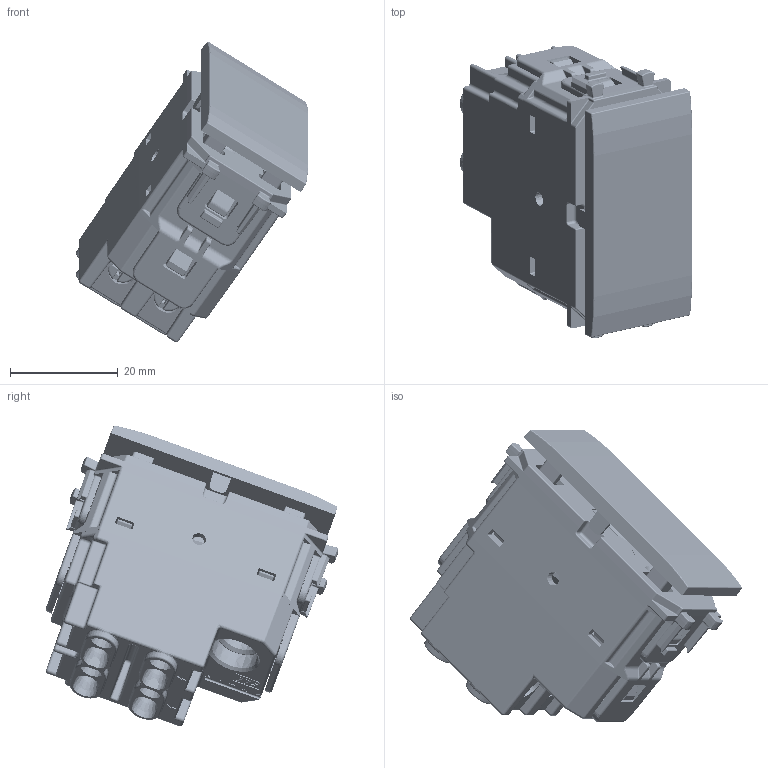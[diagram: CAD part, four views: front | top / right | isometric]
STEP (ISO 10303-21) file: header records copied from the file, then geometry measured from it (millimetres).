
FILE_DESCRIPTION(('CATIA V5 STEP Exchange'),'2;1');
FILE_NAME('441004AS.stp','2024-01-24T11:16:49+00:00',('none'),('none'),'CATIA Version 5-6 Release 2016 SP6','CATIA V5 STEP AP203','none');
FILE_SCHEMA(('CONFIG_CONTROL_DESIGN'));
Products named in the file (1): 441004AS
Assembly tree (20 placements, depth 2):
  441004AS
    #57
    #2297
    #50171
    #91563
    #128869
    #206467
    #232914
    #280144  x4
    #282057  x4
    #282975  x2
    #284451  x2
    #286151
Bounding box: 43.16 x 54.4 x 55.89 mm (x, y, z)
Volume: 19078.4 mm3; surface area: 32321.7 mm2
Topology: 23 solids, 23 shells, 7332 faces, 18437 edges, 10567 vertices
Faces by surface type: cylinder 2787, plane 2283, bspline 1364, sphere 455, cone 255, torus 184, revolution 2, extrusion 2
Entity records: 298463 total; most frequent: CARTESIAN_POINT 158341, ORIENTED_EDGE 33784, DIRECTION 19936, EDGE_CURVE 16892, VERTEX_POINT 9940, AXIS2_PLACEMENT_3D 7777, VECTOR 7132, LINE 7130
